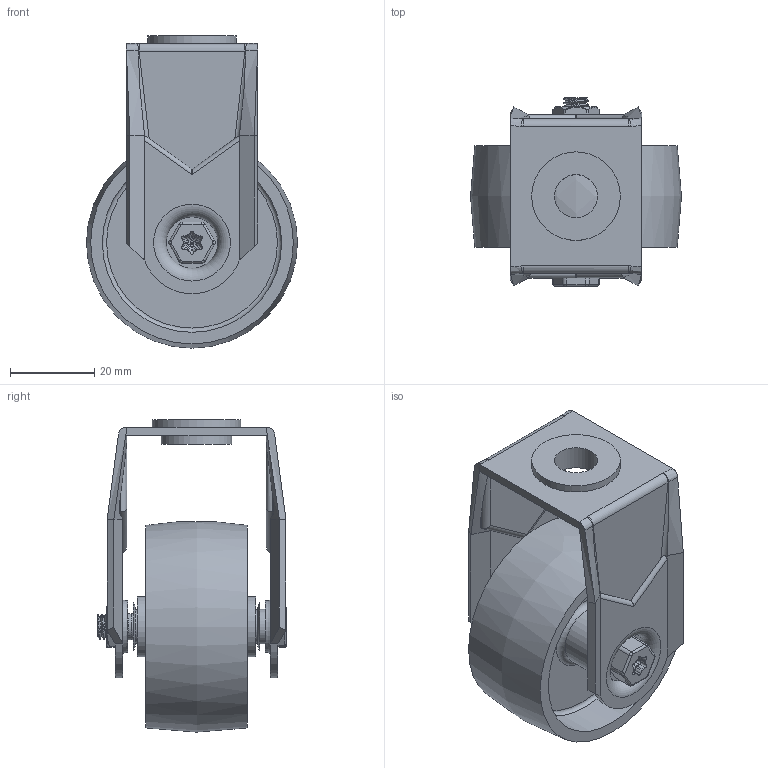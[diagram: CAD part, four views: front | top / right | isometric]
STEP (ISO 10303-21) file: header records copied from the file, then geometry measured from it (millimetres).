
FILE_DESCRIPTION(/* description */ ('','CAx-IF Rec.Pracs.---Representation and Presentation of Product Manufacturing Information (PMI)---4.0---2014-10-13'),/* implementation_level */ '2;1');
FILE_NAME(/* name */ 'BZRAF50PLBH10.step',/* time_stamp */ '2025-03-07T09:04:48Z',/* author */ (''),/* organization */ (''),/* preprocessor_version */ 'ST-DEVELOPER v20',/* originating_system */ 'Autodesk Translation Framework v13.20.0.188',/* authorisation */ '');
FILE_SCHEMA (('AP242_MANAGED_MODEL_BASED_3D_ENGINEERING_MIM_LF { 1 0 10303 442 1 1 4 }'));
Length unit declared in the file: millimetre
Products named in the file (11): BZRAF50PLBH10; BZRAF50ASBH10 v1; ZINC PLATED PRESSED STEEL FORKS; BZL50WPL28 v1; POLYPROPYLENE WHEEL; TUBEM8X30 v1; ZINC PLATED AXLE TUBE; BOLTBZRA6MM v2; ZINC PLATED AXLE BOLT; NM6GR8HALFGR8 v1; ZINC PLATED LOCKING NUT
Assembly tree (10 placements, depth 3):
  BZRAF50PLBH10
    BZRAF50ASBH10 v1
      ZINC PLATED PRESSED STEEL FORKS
    BZL50WPL28 v1
      POLYPROPYLENE WHEEL
    TUBEM8X30 v1
      ZINC PLATED AXLE TUBE
    BOLTBZRA6MM v2
      ZINC PLATED AXLE BOLT
    NM6GR8HALFGR8 v1
      ZINC PLATED LOCKING NUT
Bounding box: 50 x 44.75 x 74 mm (x, y, z)
Volume: 31004.1 mm3; surface area: 24434.9 mm2
Topology: 5 solids, 5 shells, 277 faces, 690 edges, 430 vertices
Faces by surface type: cylinder 98, plane 75, bspline 65, torus 21, cone 18
Full cylindrical faces by diameter (mm): 4.744 x2, 5.884 x4, 6 x2, 6.2 x1, 6.3 x1, 7.95 x1, 8 x1, 8.1 x1, 8.2 x1, 10.2 x1, 14.25 x2, 16.75 x1, 21 x1, 42.5 x2
Entity records: 24501 total; most frequent: CARTESIAN_POINT 17947, ORIENTED_EDGE 1368, DIRECTION 1256, EDGE_CURVE 684, AXIS2_PLACEMENT_3D 512, VERTEX_POINT 430, EDGE_LOOP 302, FACE_OUTER_BOUND 277
